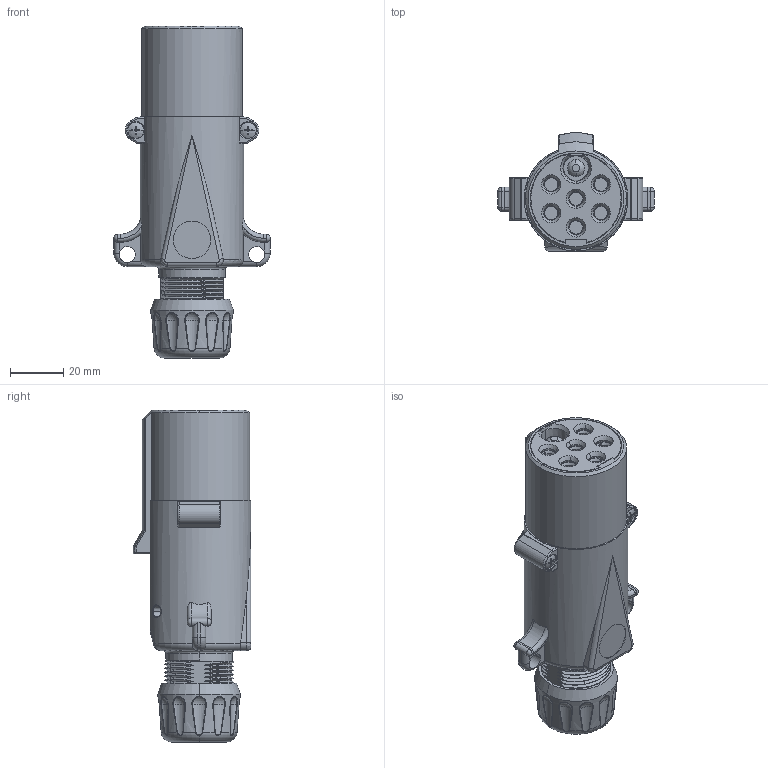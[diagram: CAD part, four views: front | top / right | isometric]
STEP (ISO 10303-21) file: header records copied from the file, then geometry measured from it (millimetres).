
FILE_DESCRIPTION((''),'2;1');
FILE_NAME('211013','2020-07-21T11:49:19',('teru'),(''),'CREO PARAMETRIC BY PTC INC, 2017380','CREO PARAMETRIC BY PTC INC, 2017380','');
FILE_SCHEMA(('CONFIG_CONTROL_DESIGN'));
Products named in the file (1): 211013
Bounding box: 58.5 x 44.12 x 124.2 mm (x, y, z)
Surface area: 51681.5 mm2 (no closed solid volume)
Topology: 0 solids, 2 shells, 845 faces, 2444 edges, 1606 vertices
Faces by surface type: cylinder 242, bspline 223, plane 212, cone 92, torus 48, sphere 24, extrusion 4
Entity records: 53629 total; most frequent: CARTESIAN_POINT 33447, ORIENTED_EDGE 4856, DIRECTION 3340, EDGE_CURVE 2434, VERTEX_POINT 1606, AXIS2_PLACEMENT_3D 1307, B_SPLINE_CURVE_WITH_KNOTS 1027, EDGE_LOOP 908
